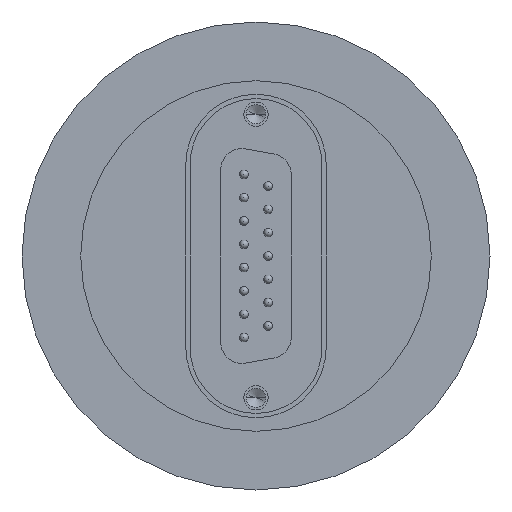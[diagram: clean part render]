
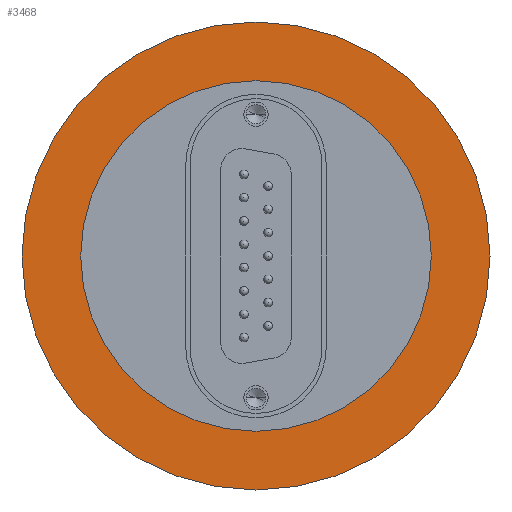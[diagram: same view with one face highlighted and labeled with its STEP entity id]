
A CAD part, left-side view. The second image highlights one B-rep face of the part: STEP entity #3468.
In plain terms, the highlighted planar face has unit normal (-1, 0, 0).
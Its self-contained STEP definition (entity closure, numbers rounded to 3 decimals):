
#348 = CARTESIAN_POINT ( 'NONE',  ( 0., 0., 27.5 ) ) ;
#442 = CARTESIAN_POINT ( 'NONE',  ( 0., 0., 20.6 ) ) ;
#480 = CARTESIAN_POINT ( 'NONE',  ( 0., 0., -20.6 ) ) ;
#557 = CARTESIAN_POINT ( 'NONE',  ( 0., 0., -27.5 ) ) ;
#797 = AXIS2_PLACEMENT_3D ( 'NONE', #1775, #1769, #1761 ) ;
#867 = CIRCLE ( 'NONE', #1858, 20.6 ) ;
#1186 = EDGE_LOOP ( 'NONE', ( #3090, #1958 ) ) ;
#1211 = EDGE_LOOP ( 'NONE', ( #3117, #2850 ) ) ;
#1372 = DIRECTION ( 'NONE',  ( 0., 0., 1. ) ) ;
#1375 = DIRECTION ( 'NONE',  ( -1., 0., 0. ) ) ;
#1385 = CARTESIAN_POINT ( 'NONE',  ( 0., 0., 0. ) ) ;
#1523 = AXIS2_PLACEMENT_3D ( 'NONE', #1385, #1375, #1372 ) ;
#1649 = DIRECTION ( 'NONE',  ( 0., 0., 1. ) ) ;
#1654 = DIRECTION ( 'NONE',  ( -1., 0., 0. ) ) ;
#1656 = CARTESIAN_POINT ( 'NONE',  ( 0., 0., 0. ) ) ;
#1712 = AXIS2_PLACEMENT_3D ( 'NONE', #1656, #1654, #1649 ) ;
#1758 = DIRECTION ( 'NONE',  ( 0., 0., 1. ) ) ;
#1761 = DIRECTION ( 'NONE',  ( 0., 0., 1. ) ) ;
#1769 = DIRECTION ( 'NONE',  ( -1., 0., 0. ) ) ;
#1775 = CARTESIAN_POINT ( 'NONE',  ( 0., 0., 0. ) ) ;
#1779 = DIRECTION ( 'NONE',  ( -1., 0., 0. ) ) ;
#1782 = CARTESIAN_POINT ( 'NONE',  ( 0., 0., 0. ) ) ;
#1858 = AXIS2_PLACEMENT_3D ( 'NONE', #1782, #1779, #1758 ) ;
#1958 = ORIENTED_EDGE ( 'NONE', *, *, #2423, .T. ) ;
#2026 = CIRCLE ( 'NONE', #797, 27.5 ) ;
#2135 = AXIS2_PLACEMENT_3D ( 'NONE', #2305, #2281, #2275 ) ;
#2275 = DIRECTION ( 'NONE',  ( 0., 0., -1. ) ) ;
#2281 = DIRECTION ( 'NONE',  ( 1., 0., 0. ) ) ;
#2285 = PLANE ( 'NONE',  #2135 ) ;
#2305 = CARTESIAN_POINT ( 'NONE',  ( 0., 0., -27.5 ) ) ;
#2423 = EDGE_CURVE ( 'NONE', #2793, #2832, #2026, .T. ) ;
#2521 = CIRCLE ( 'NONE', #1712, 27.5 ) ;
#2793 = VERTEX_POINT ( 'NONE', #557 ) ;
#2811 = VERTEX_POINT ( 'NONE', #480 ) ;
#2822 = VERTEX_POINT ( 'NONE', #442 ) ;
#2832 = VERTEX_POINT ( 'NONE', #348 ) ;
#2850 = ORIENTED_EDGE ( 'NONE', *, *, #3550, .F. ) ;
#2971 = FACE_OUTER_BOUND ( 'NONE', #1186, .T. ) ;
#3041 = CIRCLE ( 'NONE', #1523, 20.6 ) ;
#3090 = ORIENTED_EDGE ( 'NONE', *, *, #3573, .T. ) ;
#3117 = ORIENTED_EDGE ( 'NONE', *, *, #3609, .F. ) ;
#3291 = FACE_BOUND ( 'NONE', #1211, .T. ) ;
#3468 = ADVANCED_FACE ( 'NONE', ( #3291, #2971 ), #2285, .F. ) ;
#3550 = EDGE_CURVE ( 'NONE', #2811, #2822, #867, .T. ) ;
#3573 = EDGE_CURVE ( 'NONE', #2832, #2793, #2521, .T. ) ;
#3609 = EDGE_CURVE ( 'NONE', #2822, #2811, #3041, .T. ) ;
